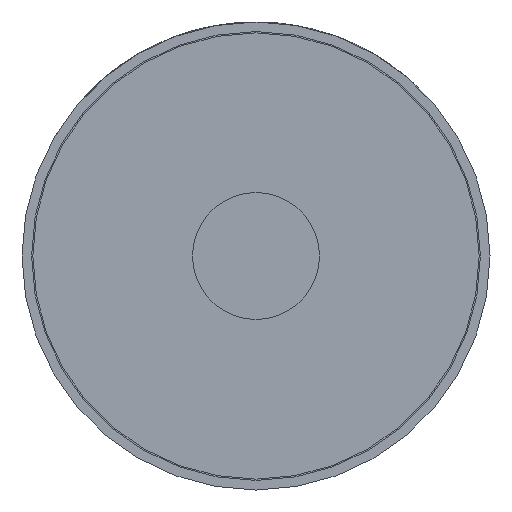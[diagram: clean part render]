
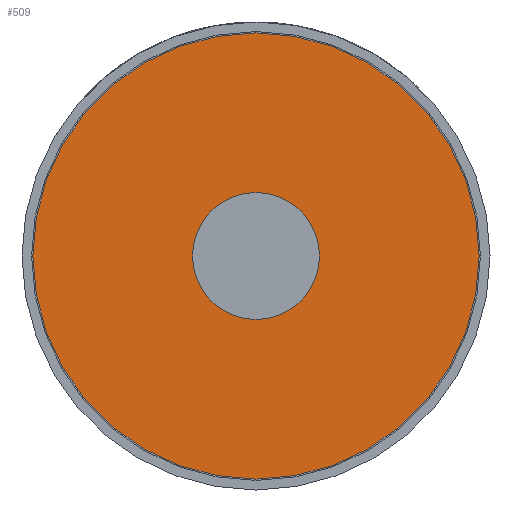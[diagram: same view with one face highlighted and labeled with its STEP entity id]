
A CAD part, front view. The second image highlights one B-rep face of the part: STEP entity #509.
In plain terms, the highlighted planar face has unit normal (0, -1, 0).
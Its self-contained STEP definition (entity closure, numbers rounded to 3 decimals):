
#381 = DIRECTION ( 'NONE',  ( 0., 0., -1. ) ) ;
#436 = EDGE_CURVE ( 'Defeature ausgef�hrt1_14+Defeature ausgef�hrt1_4+Defeature ausgef�hrt1_4+Defeature ausgef�hrt1_4', #2859, #705, #3725, .T. ) ;
#509 = ADVANCED_FACE ( 'Defeature ausgef�hrt1_4', ( #1880, #3530 ), #1782, .T. ) ;
#538 = ORIENTED_EDGE ( 'NONE', *, *, #1678, .T. ) ;
#539 = CARTESIAN_POINT ( 'NONE',  ( 0.037, 0.053, 0. ) ) ;
#688 = ORIENTED_EDGE ( 'NONE', *, *, #2458, .F. ) ;
#698 = DIRECTION ( 'NONE',  ( 0., 0., -1. ) ) ;
#705 = VERTEX_POINT ( 'NONE', #3158 ) ;
#782 = CIRCLE ( 'NONE', #4006, 1.74 ) ;
#806 = ORIENTED_EDGE ( 'NONE', *, *, #3141, .T. ) ;
#890 = CIRCLE ( 'NONE', #1508, 0.37 ) ;
#1023 = DIRECTION ( 'NONE',  ( 0., -1., 0. ) ) ;
#1291 = CARTESIAN_POINT ( 'NONE',  ( 0.037, 0.053, -1.74 ) ) ;
#1508 = AXIS2_PLACEMENT_3D ( 'NONE', #1799, #3080, #3795 ) ;
#1678 = EDGE_CURVE ( 'Defeature ausgef�hrt1_4+Defeature ausgef�hrt1_5+Defeature ausgef�hrt1_5+Defeature ausgef�hrt1_5', #3317, #3875, #3653, .T. ) ;
#1747 = AXIS2_PLACEMENT_3D ( 'NONE', #4032, #2725, #3433 ) ;
#1782 = PLANE ( 'NONE',  #3524 ) ;
#1799 = CARTESIAN_POINT ( 'NONE',  ( 0.037, 0.053, 0. ) ) ;
#1880 = FACE_BOUND ( 'NONE', #2212, .T. ) ;
#2012 = DIRECTION ( 'NONE',  ( 0., -1., 0. ) ) ;
#2030 = CARTESIAN_POINT ( 'NONE',  ( 0.037, 0.053, 1.74 ) ) ;
#2212 = EDGE_LOOP ( 'NONE', ( #688, #2877 ) ) ;
#2458 = EDGE_CURVE ( 'Defeature ausgef�hrt1_14+Defeature ausgef�hrt1_4+Defeature ausgef�hrt1_4+Defeature ausgef�hrt1_4', #705, #2859, #890, .T. ) ;
#2614 = EDGE_LOOP ( 'NONE', ( #806, #538 ) ) ;
#2654 = CARTESIAN_POINT ( 'NONE',  ( 0.037, 0.053, 0. ) ) ;
#2715 = CARTESIAN_POINT ( 'NONE',  ( 0.037, 0.053, 0. ) ) ;
#2725 = DIRECTION ( 'NONE',  ( 0., -1., 0. ) ) ;
#2814 = DIRECTION ( 'NONE',  ( 0., 0., -1. ) ) ;
#2859 = VERTEX_POINT ( 'NONE', #4083 ) ;
#2877 = ORIENTED_EDGE ( 'NONE', *, *, #436, .F. ) ;
#3080 = DIRECTION ( 'NONE',  ( 0., -1., 0. ) ) ;
#3141 = EDGE_CURVE ( 'Defeature ausgef�hrt1_4+Defeature ausgef�hrt1_5+Defeature ausgef�hrt1_5+Defeature ausgef�hrt1_5', #3875, #3317, #782, .T. ) ;
#3158 = CARTESIAN_POINT ( 'NONE',  ( 0.037, 0.053, 0.37 ) ) ;
#3317 = VERTEX_POINT ( 'NONE', #2030 ) ;
#3433 = DIRECTION ( 'NONE',  ( 0., 0., 1. ) ) ;
#3456 = AXIS2_PLACEMENT_3D ( 'NONE', #2654, #2012, #381 ) ;
#3524 = AXIS2_PLACEMENT_3D ( 'NONE', #539, #3780, #2814 ) ;
#3530 = FACE_OUTER_BOUND ( 'NONE', #2614, .T. ) ;
#3653 = CIRCLE ( 'NONE', #3456, 1.74 ) ;
#3725 = CIRCLE ( 'NONE', #1747, 0.37 ) ;
#3780 = DIRECTION ( 'NONE',  ( 0., -1., 0. ) ) ;
#3795 = DIRECTION ( 'NONE',  ( 0., 0., 1. ) ) ;
#3875 = VERTEX_POINT ( 'NONE', #1291 ) ;
#4006 = AXIS2_PLACEMENT_3D ( 'NONE', #2715, #1023, #698 ) ;
#4032 = CARTESIAN_POINT ( 'NONE',  ( 0.037, 0.053, 0. ) ) ;
#4083 = CARTESIAN_POINT ( 'NONE',  ( 0.037, 0.053, -0.37 ) ) ;
